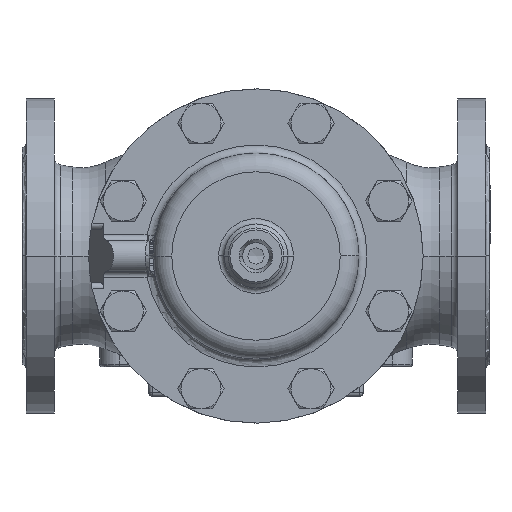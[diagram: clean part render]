
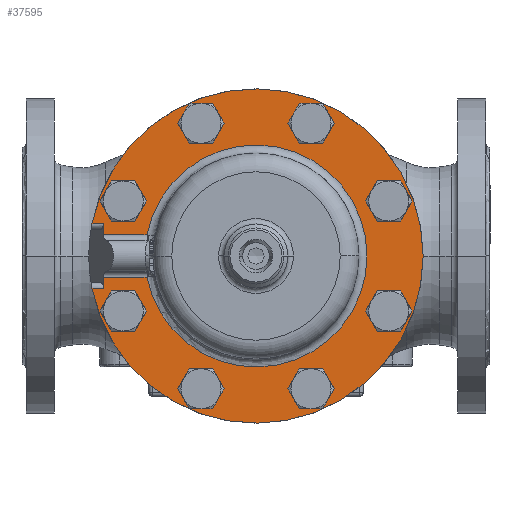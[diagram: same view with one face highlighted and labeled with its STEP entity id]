
A CAD part, front view. The second image highlights one B-rep face of the part: STEP entity #37595.
In plain terms, the highlighted planar face has unit normal (0, -1, 0).
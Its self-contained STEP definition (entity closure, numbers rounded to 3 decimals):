
#30361=CARTESIAN_POINT('',(-99.317,186.,-41.138));
#30362=DIRECTION('',(0.,1.,0.));
#30363=DIRECTION('',(-1.,0.,0.));
#30364=AXIS2_PLACEMENT_3D('',#30361,#30362,#30363);
#30366=CARTESIAN_POINT('',(-99.317,186.,-41.138));
#30367=DIRECTION('',(0.,1.,0.));
#30368=DIRECTION('',(1.,0.,0.));
#30369=AXIS2_PLACEMENT_3D('',#30366,#30367,#30368);
#30371=CARTESIAN_POINT('',(-41.138,186.,-99.317));
#30372=DIRECTION('',(0.,1.,0.));
#30373=DIRECTION('',(-1.,0.,0.));
#30374=AXIS2_PLACEMENT_3D('',#30371,#30372,#30373);
#30376=CARTESIAN_POINT('',(-41.138,186.,-99.317));
#30377=DIRECTION('',(0.,1.,0.));
#30378=DIRECTION('',(1.,0.,0.));
#30379=AXIS2_PLACEMENT_3D('',#30376,#30377,#30378);
#30381=CARTESIAN_POINT('',(41.138,186.,-99.317));
#30382=DIRECTION('',(0.,1.,0.));
#30383=DIRECTION('',(-1.,0.,0.));
#30384=AXIS2_PLACEMENT_3D('',#30381,#30382,#30383);
#30386=CARTESIAN_POINT('',(41.138,186.,-99.317));
#30387=DIRECTION('',(0.,1.,0.));
#30388=DIRECTION('',(1.,0.,0.));
#30389=AXIS2_PLACEMENT_3D('',#30386,#30387,#30388);
#30391=CARTESIAN_POINT('',(99.317,186.,-41.138));
#30392=DIRECTION('',(0.,1.,0.));
#30393=DIRECTION('',(-1.,0.,0.));
#30394=AXIS2_PLACEMENT_3D('',#30391,#30392,#30393);
#30396=CARTESIAN_POINT('',(99.317,186.,-41.138));
#30397=DIRECTION('',(0.,1.,0.));
#30398=DIRECTION('',(1.,0.,0.));
#30399=AXIS2_PLACEMENT_3D('',#30396,#30397,#30398);
#30401=CARTESIAN_POINT('',(99.317,186.,41.138));
#30402=DIRECTION('',(0.,1.,0.));
#30403=DIRECTION('',(-1.,0.,0.));
#30404=AXIS2_PLACEMENT_3D('',#30401,#30402,#30403);
#30406=CARTESIAN_POINT('',(99.317,186.,41.138));
#30407=DIRECTION('',(0.,1.,0.));
#30408=DIRECTION('',(1.,0.,0.));
#30409=AXIS2_PLACEMENT_3D('',#30406,#30407,#30408);
#30411=CARTESIAN_POINT('',(41.138,186.,99.317));
#30412=DIRECTION('',(0.,1.,0.));
#30413=DIRECTION('',(-1.,0.,0.));
#30414=AXIS2_PLACEMENT_3D('',#30411,#30412,#30413);
#30416=CARTESIAN_POINT('',(41.138,186.,99.317));
#30417=DIRECTION('',(0.,1.,0.));
#30418=DIRECTION('',(1.,0.,0.));
#30419=AXIS2_PLACEMENT_3D('',#30416,#30417,#30418);
#30421=CARTESIAN_POINT('',(-41.138,186.,99.317));
#30422=DIRECTION('',(0.,1.,0.));
#30423=DIRECTION('',(-1.,0.,0.));
#30424=AXIS2_PLACEMENT_3D('',#30421,#30422,#30423);
#30426=CARTESIAN_POINT('',(-41.138,186.,99.317));
#30427=DIRECTION('',(0.,1.,0.));
#30428=DIRECTION('',(1.,0.,0.));
#30429=AXIS2_PLACEMENT_3D('',#30426,#30427,#30428);
#30431=CARTESIAN_POINT('',(-99.317,186.,41.138));
#30432=DIRECTION('',(0.,1.,0.));
#30433=DIRECTION('',(-1.,0.,0.));
#30434=AXIS2_PLACEMENT_3D('',#30431,#30432,#30433);
#30436=CARTESIAN_POINT('',(-99.317,186.,41.138));
#30437=DIRECTION('',(0.,1.,0.));
#30438=DIRECTION('',(1.,0.,0.));
#30439=AXIS2_PLACEMENT_3D('',#30436,#30437,#30438);
#30441=DIRECTION('',(-1.,0.,0.));
#30442=VECTOR('',#30441,8.644);
#30443=CARTESIAN_POINT('',(-114.03,186.,-24.));
#30444=LINE('',#30443,#30442);
#30445=DIRECTION('',(1.,0.,0.));
#30446=VECTOR('',#30445,32.532);
#30447=CARTESIAN_POINT('',(-114.03,186.,-15.716));
#30448=LINE('',#30447,#30446);
#30449=DIRECTION('',(1.,0.,0.));
#30450=VECTOR('',#30449,32.532);
#30451=CARTESIAN_POINT('',(-114.03,186.,15.716));
#30452=LINE('',#30451,#30450);
#30453=DIRECTION('',(1.,0.,0.));
#30454=VECTOR('',#30453,8.644);
#30455=CARTESIAN_POINT('',(-122.674,186.,24.));
#30456=LINE('',#30455,#30454);
#30575=CARTESIAN_POINT('',(-122.674,186.,-24.));
#30584=CARTESIAN_POINT('',(0.,186.,0.));
#30585=DIRECTION('',(0.,1.,0.));
#30586=DIRECTION('',(1.,0.,0.));
#30587=AXIS2_PLACEMENT_3D('',#30584,#30585,#30586);
#30614=DIRECTION('',(0.,0.,-1.));
#30615=VECTOR('',#30614,8.284);
#30616=CARTESIAN_POINT('',(-114.03,186.,24.));
#30617=LINE('',#30616,#30615);
#30618=DIRECTION('',(0.,0.,-1.));
#30619=VECTOR('',#30618,8.284);
#30620=CARTESIAN_POINT('',(-114.03,186.,-15.716));
#30621=LINE('',#30620,#30619);
#30645=CARTESIAN_POINT('',(-122.674,186.,24.));
#30664=CARTESIAN_POINT('',(0.,186.,0.));
#30665=DIRECTION('',(0.,-1.,0.));
#30666=DIRECTION('',(1.,0.,0.));
#30667=AXIS2_PLACEMENT_3D('',#30664,#30665,#30666);
#30679=CARTESIAN_POINT('',(-114.03,186.,15.716));
#33360=CARTESIAN_POINT('',(-114.03,186.,-15.716));
#33371=CARTESIAN_POINT('',(0.,186.,0.));
#33372=DIRECTION('',(0.,1.,0.));
#33373=DIRECTION('',(-0.982,0.,0.189));
#33374=AXIS2_PLACEMENT_3D('',#33371,#33372,#33373);
#35943=CARTESIAN_POINT('',(125.,186.,0.));
#35945=VERTEX_POINT('',#35943);
#35961=CARTESIAN_POINT('',(-110.317,186.,-41.138));
#35962=CARTESIAN_POINT('',(-88.317,186.,-41.138));
#35963=VERTEX_POINT('',#35961);
#35964=VERTEX_POINT('',#35962);
#35975=CARTESIAN_POINT('',(-52.138,186.,-99.317));
#35976=CARTESIAN_POINT('',(-30.138,186.,-99.317));
#35977=VERTEX_POINT('',#35975);
#35978=VERTEX_POINT('',#35976);
#35989=CARTESIAN_POINT('',(30.138,186.,-99.317));
#35990=CARTESIAN_POINT('',(52.138,186.,-99.317));
#35991=VERTEX_POINT('',#35989);
#35992=VERTEX_POINT('',#35990);
#36003=CARTESIAN_POINT('',(88.317,186.,-41.138));
#36004=CARTESIAN_POINT('',(110.317,186.,-41.138));
#36005=VERTEX_POINT('',#36003);
#36006=VERTEX_POINT('',#36004);
#36017=CARTESIAN_POINT('',(88.317,186.,41.138));
#36018=CARTESIAN_POINT('',(110.317,186.,41.138));
#36019=VERTEX_POINT('',#36017);
#36020=VERTEX_POINT('',#36018);
#36031=CARTESIAN_POINT('',(30.138,186.,99.317));
#36032=CARTESIAN_POINT('',(52.138,186.,99.317));
#36033=VERTEX_POINT('',#36031);
#36034=VERTEX_POINT('',#36032);
#36045=CARTESIAN_POINT('',(-52.138,186.,99.317));
#36046=CARTESIAN_POINT('',(-30.138,186.,99.317));
#36047=VERTEX_POINT('',#36045);
#36048=VERTEX_POINT('',#36046);
#36059=CARTESIAN_POINT('',(-110.317,186.,41.138));
#36060=CARTESIAN_POINT('',(-88.317,186.,41.138));
#36061=VERTEX_POINT('',#36059);
#36062=VERTEX_POINT('',#36060);
#36078=VERTEX_POINT('',#33360);
#36079=VERTEX_POINT('',#30679);
#36089=CARTESIAN_POINT('',(-81.498,186.,-15.716));
#36091=VERTEX_POINT('',#36089);
#36093=CARTESIAN_POINT('',(-81.498,186.,15.716));
#36094=VERTEX_POINT('',#36093);
#36099=VERTEX_POINT('',#30575);
#36103=CARTESIAN_POINT('',(-114.03,186.,-24.));
#36104=VERTEX_POINT('',#36103);
#36109=VERTEX_POINT('',#30645);
#36110=CARTESIAN_POINT('',(-114.03,186.,24.));
#36111=VERTEX_POINT('',#36110);
#37523=CARTESIAN_POINT('',(0.,186.,0.));
#37524=DIRECTION('',(0.,1.,0.));
#37525=DIRECTION('',(1.,0.,0.));
#37526=AXIS2_PLACEMENT_3D('',#37523,#37524,#37525);
#37527=PLANE('',#37526);
#37529=ORIENTED_EDGE('',*,*,#37528,.F.);
#37531=ORIENTED_EDGE('',*,*,#37530,.F.);
#37533=ORIENTED_EDGE('',*,*,#37532,.T.);
#37535=ORIENTED_EDGE('',*,*,#37534,.F.);
#37537=ORIENTED_EDGE('',*,*,#37536,.F.);
#37539=ORIENTED_EDGE('',*,*,#37538,.F.);
#37541=ORIENTED_EDGE('',*,*,#37540,.F.);
#37543=ORIENTED_EDGE('',*,*,#37542,.F.);
#37545=ORIENTED_EDGE('',*,*,#37544,.T.);
#37546=EDGE_LOOP('',(#37529,#37531,#37533,#37535,#37537,#37539,#37541,#37543,
#37545));
#37547=FACE_OUTER_BOUND('',#37546,.F.);
#37549=ORIENTED_EDGE('',*,*,#37548,.F.);
#37551=ORIENTED_EDGE('',*,*,#37550,.F.);
#37552=EDGE_LOOP('',(#37549,#37551));
#37553=FACE_BOUND('',#37552,.F.);
#37555=ORIENTED_EDGE('',*,*,#37554,.F.);
#37557=ORIENTED_EDGE('',*,*,#37556,.F.);
#37558=EDGE_LOOP('',(#37555,#37557));
#37559=FACE_BOUND('',#37558,.F.);
#37561=ORIENTED_EDGE('',*,*,#37560,.F.);
#37563=ORIENTED_EDGE('',*,*,#37562,.F.);
#37564=EDGE_LOOP('',(#37561,#37563));
#37565=FACE_BOUND('',#37564,.F.);
#37567=ORIENTED_EDGE('',*,*,#37566,.F.);
#37569=ORIENTED_EDGE('',*,*,#37568,.F.);
#37570=EDGE_LOOP('',(#37567,#37569));
#37571=FACE_BOUND('',#37570,.F.);
#37573=ORIENTED_EDGE('',*,*,#37572,.F.);
#37575=ORIENTED_EDGE('',*,*,#37574,.F.);
#37576=EDGE_LOOP('',(#37573,#37575));
#37577=FACE_BOUND('',#37576,.F.);
#37579=ORIENTED_EDGE('',*,*,#37578,.F.);
#37581=ORIENTED_EDGE('',*,*,#37580,.F.);
#37582=EDGE_LOOP('',(#37579,#37581));
#37583=FACE_BOUND('',#37582,.F.);
#37584=ORIENTED_EDGE('',*,*,#37509,.F.);
#37586=ORIENTED_EDGE('',*,*,#37585,.F.);
#37587=EDGE_LOOP('',(#37584,#37586));
#37588=FACE_BOUND('',#37587,.F.);
#37590=ORIENTED_EDGE('',*,*,#37589,.F.);
#37592=ORIENTED_EDGE('',*,*,#37591,.F.);
#37593=EDGE_LOOP('',(#37590,#37592));
#37594=FACE_BOUND('',#37593,.F.);
#37595=ADVANCED_FACE('',(#37547,#37553,#37559,#37565,#37571,#37577,#37583,
#37588,#37594),#37527,.F.);
#30365=CIRCLE('',#30364,11.);
#30370=CIRCLE('',#30369,11.);
#30375=CIRCLE('',#30374,11.);
#30380=CIRCLE('',#30379,11.);
#30385=CIRCLE('',#30384,11.);
#30390=CIRCLE('',#30389,11.);
#30395=CIRCLE('',#30394,11.);
#30400=CIRCLE('',#30399,11.);
#30405=CIRCLE('',#30404,11.);
#30410=CIRCLE('',#30409,11.);
#30415=CIRCLE('',#30414,11.);
#30420=CIRCLE('',#30419,11.);
#30425=CIRCLE('',#30424,11.);
#30430=CIRCLE('',#30429,11.);
#30435=CIRCLE('',#30434,11.);
#30440=CIRCLE('',#30439,11.);
#30588=CIRCLE('',#30587,125.);
#30668=CIRCLE('',#30667,125.);
#33375=CIRCLE('',#33374,83.);
#37509=EDGE_CURVE('',#36061,#36062,#30435,.T.);
#37528=EDGE_CURVE('',#36104,#36099,#30444,.T.);
#37530=EDGE_CURVE('',#36078,#36104,#30621,.T.);
#37532=EDGE_CURVE('',#36078,#36091,#30448,.T.);
#37534=EDGE_CURVE('',#36094,#36091,#33375,.T.);
#37536=EDGE_CURVE('',#36079,#36094,#30452,.T.);
#37538=EDGE_CURVE('',#36111,#36079,#30617,.T.);
#37540=EDGE_CURVE('',#36109,#36111,#30456,.T.);
#37542=EDGE_CURVE('',#35945,#36109,#30668,.T.);
#37544=EDGE_CURVE('',#35945,#36099,#30588,.T.);
#37548=EDGE_CURVE('',#35977,#35978,#30375,.T.);
#37550=EDGE_CURVE('',#35978,#35977,#30380,.T.);
#37554=EDGE_CURVE('',#35991,#35992,#30385,.T.);
#37556=EDGE_CURVE('',#35992,#35991,#30390,.T.);
#37560=EDGE_CURVE('',#36005,#36006,#30395,.T.);
#37562=EDGE_CURVE('',#36006,#36005,#30400,.T.);
#37566=EDGE_CURVE('',#36019,#36020,#30405,.T.);
#37568=EDGE_CURVE('',#36020,#36019,#30410,.T.);
#37572=EDGE_CURVE('',#36033,#36034,#30415,.T.);
#37574=EDGE_CURVE('',#36034,#36033,#30420,.T.);
#37578=EDGE_CURVE('',#36047,#36048,#30425,.T.);
#37580=EDGE_CURVE('',#36048,#36047,#30430,.T.);
#37585=EDGE_CURVE('',#36062,#36061,#30440,.T.);
#37589=EDGE_CURVE('',#35963,#35964,#30365,.T.);
#37591=EDGE_CURVE('',#35964,#35963,#30370,.T.);
